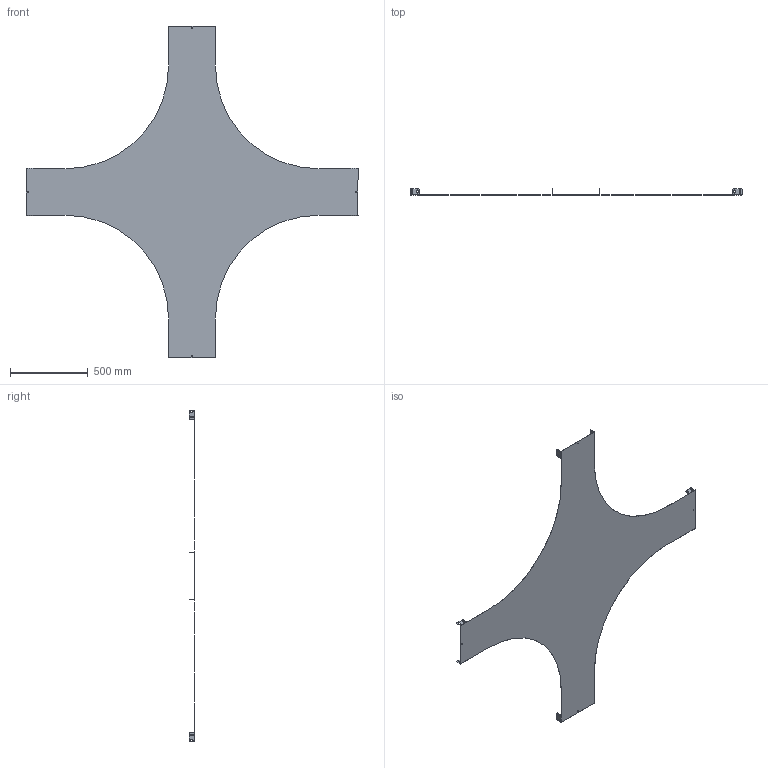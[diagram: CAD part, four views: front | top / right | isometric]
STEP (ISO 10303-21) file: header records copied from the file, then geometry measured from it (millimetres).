
FILE_DESCRIPTION (( 'STEP AP203' ), '1' );
FILE_NAME ('UKX603 (R660).STEP', '2015-03-31T06:31:48', ( '' ), ( '' ), 'SwSTEP 2.0', 'SolidWorks 2014', '' );
FILE_SCHEMA (( 'CONFIG_CONTROL_DESIGN' ));
Length unit declared in the file: millimetre
Products named in the file (1): UKX603 (R660)
Bounding box: 2134.4 x 38.2 x 2134.4 mm (x, y, z)
Volume: 1899663.5 mm3; surface area: 3177603.6 mm2
Topology: 1 solids, 1 shells, 322 faces, 944 edges, 576 vertices
Faces by surface type: plane 254, cylinder 68
Entity records: 10765 total; most frequent: ORIENTED_EDGE 1888, DIRECTION 1854, CARTESIAN_POINT 1843, EDGE_CURVE 944, LINE 680, VECTOR 680, AXIS2_PLACEMENT_3D 587, VERTEX_POINT 576
